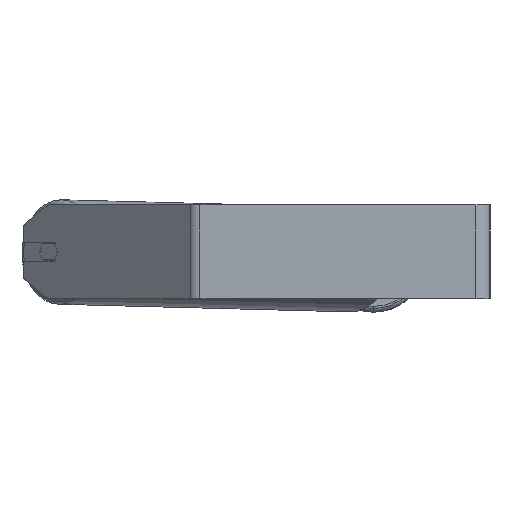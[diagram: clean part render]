
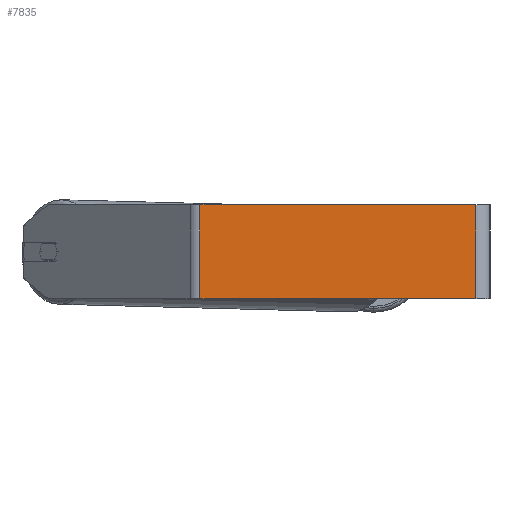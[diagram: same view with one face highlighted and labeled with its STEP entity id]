
A CAD part, left-side view. The second image highlights one B-rep face of the part: STEP entity #7835.
In plain terms, the highlighted planar face has unit normal (-1, 0, 0).
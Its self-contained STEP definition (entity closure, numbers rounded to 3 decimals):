
#124 = EDGE_CURVE ( 'NONE', #2598, #2333, #3870, .T. ) ;
#202 = ORIENTED_EDGE ( 'NONE', *, *, #5204, .F. ) ;
#614 = EDGE_CURVE ( 'NONE', #7208, #8008, #3994, .T. ) ;
#813 = CARTESIAN_POINT ( 'NONE',  ( -605., 12., -40. ) ) ;
#876 = CARTESIAN_POINT ( 'NONE',  ( -605., 246.916, -40. ) ) ;
#1301 = VECTOR ( 'NONE', #2614, 1000. ) ;
#1854 = CARTESIAN_POINT ( 'NONE',  ( -605., 251.886, -40. ) ) ;
#2333 = VERTEX_POINT ( 'NONE', #876 ) ;
#2578 = ORIENTED_EDGE ( 'NONE', *, *, #4063, .T. ) ;
#2598 = VERTEX_POINT ( 'NONE', #6002 ) ;
#2614 = DIRECTION ( 'NONE',  ( 0., -1., 0. ) ) ;
#3234 = CARTESIAN_POINT ( 'NONE',  ( -605., 12., 40. ) ) ;
#3255 = FACE_OUTER_BOUND ( 'NONE', #3922, .T. ) ;
#3363 = DIRECTION ( 'NONE',  ( 0., 0., -1. ) ) ;
#3784 = CARTESIAN_POINT ( 'NONE',  ( -605., 246.916, 40. ) ) ;
#3870 = LINE ( 'NONE', #3784, #4121 ) ;
#3922 = EDGE_LOOP ( 'NONE', ( #2578, #8373, #202, #5925 ) ) ;
#3994 = LINE ( 'NONE', #3234, #5825 ) ;
#4063 = EDGE_CURVE ( 'NONE', #2333, #8008, #7867, .T. ) ;
#4121 = VECTOR ( 'NONE', #6478, 1000. ) ;
#4588 = DIRECTION ( 'NONE',  ( 1., 0., 0. ) ) ;
#5204 = EDGE_CURVE ( 'NONE', #2598, #7208, #6023, .T. ) ;
#5439 = CARTESIAN_POINT ( 'NONE',  ( -605., 251.886, 40. ) ) ;
#5825 = VECTOR ( 'NONE', #3363, 1000. ) ;
#5910 = AXIS2_PLACEMENT_3D ( 'NONE', #5439, #4588, #6744 ) ;
#5925 = ORIENTED_EDGE ( 'NONE', *, *, #124, .T. ) ;
#5933 = DIRECTION ( 'NONE',  ( 0., -1., 0. ) ) ;
#6002 = CARTESIAN_POINT ( 'NONE',  ( -605., 246.916, 40. ) ) ;
#6023 = LINE ( 'NONE', #7296, #1301 ) ;
#6478 = DIRECTION ( 'NONE',  ( 0., 0., -1. ) ) ;
#6612 = PLANE ( 'NONE',  #5910 ) ;
#6744 = DIRECTION ( 'NONE',  ( 0., 0., -1. ) ) ;
#7109 = CARTESIAN_POINT ( 'NONE',  ( -605., 12., 40. ) ) ;
#7208 = VERTEX_POINT ( 'NONE', #7109 ) ;
#7296 = CARTESIAN_POINT ( 'NONE',  ( -605., 251.886, 40. ) ) ;
#7835 = ADVANCED_FACE ( 'NONE', ( #3255 ), #6612, .F. ) ;
#7867 = LINE ( 'NONE', #1854, #8351 ) ;
#8008 = VERTEX_POINT ( 'NONE', #813 ) ;
#8351 = VECTOR ( 'NONE', #5933, 1000. ) ;
#8373 = ORIENTED_EDGE ( 'NONE', *, *, #614, .F. ) ;
